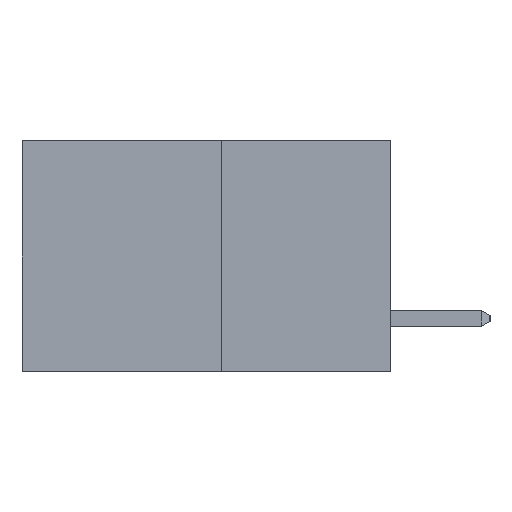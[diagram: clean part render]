
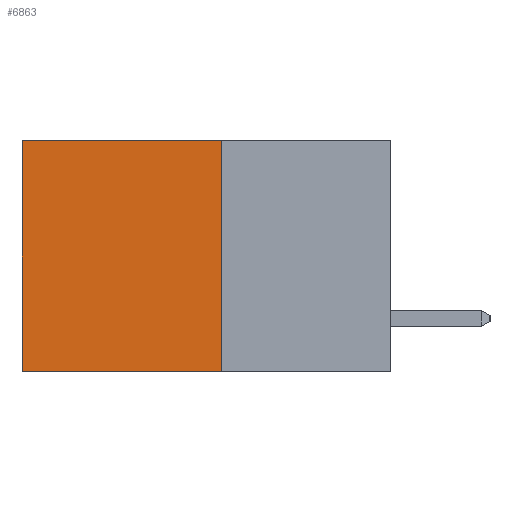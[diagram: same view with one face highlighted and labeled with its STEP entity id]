
A CAD part, left-side view. The second image highlights one B-rep face of the part: STEP entity #6863.
In plain terms, the highlighted planar face has unit normal (-1, 0, 0).
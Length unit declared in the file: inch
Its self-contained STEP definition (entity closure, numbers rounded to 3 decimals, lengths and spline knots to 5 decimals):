
#680 = VERTEX_POINT ( 'NONE', #6969 ) ;
#1258 = ORIENTED_EDGE ( 'NONE', *, *, #12086, .T. ) ;
#1490 = ORIENTED_EDGE ( 'NONE', *, *, #9313, .F. ) ;
#1641 = ORIENTED_EDGE ( 'NONE', *, *, #4028, .T. ) ;
#1717 = ORIENTED_EDGE ( 'NONE', *, *, #12745, .F. ) ;
#1816 = EDGE_LOOP ( 'NONE', ( #1641, #1490, #1717, #1258 ) ) ;
#1941 = CARTESIAN_POINT ( 'NONE',  ( 0.277, 0.27, -0.37 ) ) ;
#2028 = CARTESIAN_POINT ( 'NONE',  ( 0.277, 0.27, 0. ) ) ;
#2287 = CARTESIAN_POINT ( 'NONE',  ( 0.277, 0.27, -0.37 ) ) ;
#2952 = DIRECTION ( 'NONE',  ( 0., 0., -1. ) ) ;
#2961 = FACE_OUTER_BOUND ( 'NONE', #1816, .T. ) ;
#4006 = VECTOR ( 'NONE', #5960, 39.37008 ) ;
#4028 = EDGE_CURVE ( 'NONE', #11522, #10817, #9350, .T. ) ;
#4044 = VECTOR ( 'NONE', #9635, 39.37008 ) ;
#4135 = LINE ( 'NONE', #2028, #4006 ) ;
#4835 = CARTESIAN_POINT ( 'NONE',  ( 0.277, 0.59, -0.37 ) ) ;
#5028 = CARTESIAN_POINT ( 'NONE',  ( 0.277, 0.27, -0.37 ) ) ;
#5960 = DIRECTION ( 'NONE',  ( 0., 1., 0. ) ) ;
#6723 = AXIS2_PLACEMENT_3D ( 'NONE', #1941, #8915, #2952 ) ;
#6863 = ADVANCED_FACE ( 'NONE', ( #2961 ), #12701, .F. ) ;
#6969 = CARTESIAN_POINT ( 'NONE',  ( 0.277, 0.27, 0. ) ) ;
#7287 = VECTOR ( 'NONE', #9019, 39.37008 ) ;
#7606 = LINE ( 'NONE', #8052, #7287 ) ;
#8052 = CARTESIAN_POINT ( 'NONE',  ( 0.277, 0.27, -0.37 ) ) ;
#8123 = CARTESIAN_POINT ( 'NONE',  ( 0.277, 0.59, 0. ) ) ;
#8817 = VECTOR ( 'NONE', #10961, 39.37008 ) ;
#8915 = DIRECTION ( 'NONE',  ( 1., 0., 0. ) ) ;
#9019 = DIRECTION ( 'NONE',  ( 0., 0., -1. ) ) ;
#9313 = EDGE_CURVE ( 'NONE', #9920, #10817, #11051, .T. ) ;
#9350 = LINE ( 'NONE', #9697, #4044 ) ;
#9635 = DIRECTION ( 'NONE',  ( 0., 0., -1. ) ) ;
#9697 = CARTESIAN_POINT ( 'NONE',  ( 0.277, 0.59, -0.37 ) ) ;
#9920 = VERTEX_POINT ( 'NONE', #2287 ) ;
#10817 = VERTEX_POINT ( 'NONE', #4835 ) ;
#10961 = DIRECTION ( 'NONE',  ( 0., 1., 0. ) ) ;
#11051 = LINE ( 'NONE', #5028, #8817 ) ;
#11522 = VERTEX_POINT ( 'NONE', #8123 ) ;
#12086 = EDGE_CURVE ( 'NONE', #680, #11522, #4135, .T. ) ;
#12701 = PLANE ( 'NONE',  #6723 ) ;
#12745 = EDGE_CURVE ( 'NONE', #680, #9920, #7606, .T. ) ;
